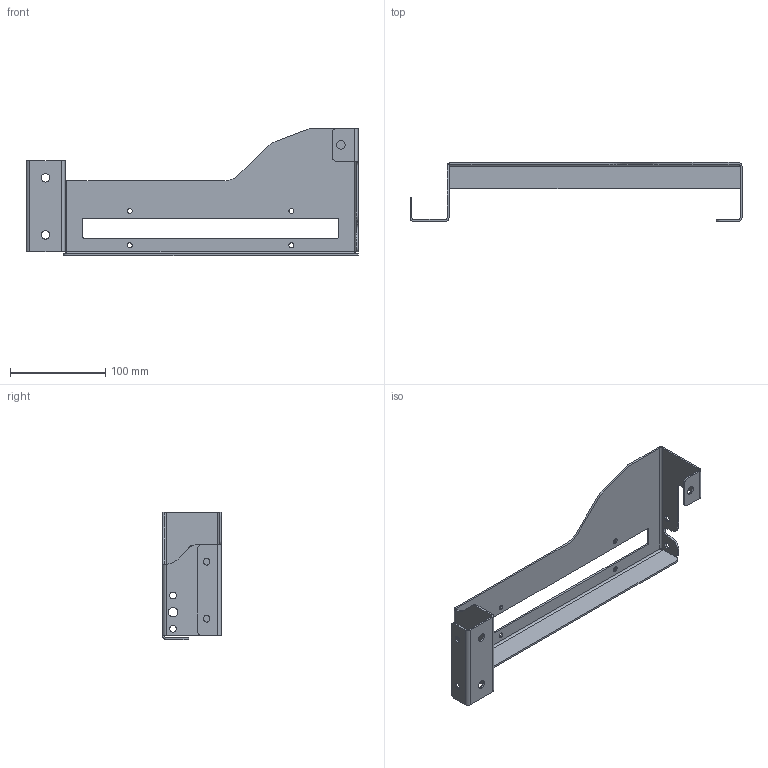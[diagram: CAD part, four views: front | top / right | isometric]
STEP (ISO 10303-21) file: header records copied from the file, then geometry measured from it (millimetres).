
FILE_DESCRIPTION (( 'STEP AP214' ), '1' );
FILE_NAME ('PowderBracket_v2.STEP', '2024-10-09T10:46:03', ( '' ), ( '' ), 'SwSTEP 2.0', 'SolidWorks 2024', '' );
FILE_SCHEMA (( 'AUTOMOTIVE_DESIGN' ));
Length unit declared in the file: millimetre
Products named in the file (1): PowderBracket_v2
Bounding box: 349 x 61.8 x 134 mm (x, y, z)
Volume: 93893.1 mm3; surface area: 98381 mm2
Topology: 1 solids, 1 shells, 114 faces, 299 edges, 187 vertices
Faces by surface type: cylinder 63, plane 49, bspline 2
Entity records: 3725 total; most frequent: CARTESIAN_POINT 753, DIRECTION 640, ORIENTED_EDGE 598, EDGE_CURVE 299, AXIS2_PLACEMENT_3D 234, VERTEX_POINT 187, VECTOR 172, LINE 172
